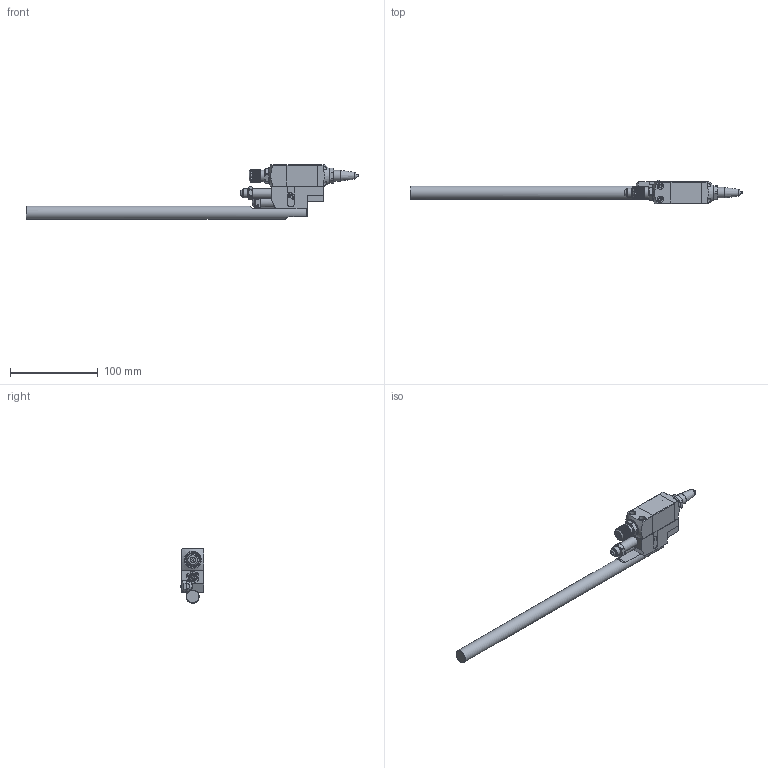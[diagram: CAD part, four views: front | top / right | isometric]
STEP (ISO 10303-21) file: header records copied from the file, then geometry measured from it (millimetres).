
FILE_DESCRIPTION (( 'STEP AP214' ), '1' );
FILE_NAME ('00-????.STEP', '2025-11-22T03:21:05', ( '' ), ( '' ), 'SwSTEP 2.0', 'SolidWorks 2024', '' );
FILE_SCHEMA (( 'AUTOMOTIVE_DESIGN' ));
Length unit declared in the file: millimetre
Products named in the file (28): 254-接线盒上盖_默认; 装配体1^00-喷枪总装_默认; 00-喷枪总装; 216-针杆_默认; 220-喷嘴_默认; 247-瑞德logo_默认; 222-注胶座_默认; 252-线圈底盖_默认; 9x2O型圈_默认; 202-调节杆套_默认; 203-调节杆_默认; 04-线圈组_默认; 201-调节帽_默认; 215-陶瓷球2.5mm_默认; 207-喷枪下座_默认; 208-线圈铜壳_默认; 250-接线盒小电路板_默认; 225-挡纸条压块_默认; 05-接线盒组_默认; 206-喷枪上座_默认; 02调节螺杆组_默认; 205-1.5x10插销_默认; 209-线圈内圆铁壳_默认; 221-注胶接头-M10x1_默认; 零件2^05-接线盒组_默认; 229-枪杆_默认; 255接线盒下盖_默认; 217-顶针座_默认
Assembly tree (27 placements, depth 3):
  00-喷枪总装
    装配体1^00-喷枪总装_默认
      216-针杆_默认
      215-陶瓷球2.5mm_默认
      217-顶针座_默认
    207-喷枪下座_默认
    206-喷枪上座_默认
    222-注胶座_默认
    247-瑞德logo_默认
    225-挡纸条压块_默认
    229-枪杆_默认
    221-注胶接头-M10x1_默认
    02调节螺杆组_默认
      201-调节帽_默认
      205-1.5x10插销_默认
      203-调节杆_默认
      202-调节杆套_默认
      9x2O型圈_默认
    04-线圈组_默认
      208-线圈铜壳_默认
      209-线圈内圆铁壳_默认
      252-线圈底盖_默认
    05-接线盒组_默认
      255接线盒下盖_默认
      250-接线盒小电路板_默认
      254-接线盒上盖_默认
      零件2^05-接线盒组_默认
    220-喷嘴_默认
Bounding box: 377.8 x 26.69 x 62 mm (x, y, z)
Volume: 118567.5 mm3; surface area: 69756.1 mm2
Topology: 23 solids, 23 shells, 954 faces, 2531 edges, 1664 vertices
Faces by surface type: plane 524, cylinder 309, cone 81, bspline 25, torus 11, sphere 4
Full cylindrical faces by diameter (mm): 0.45 x1, 1.2 x2, 1.5 x1, 1.7 x1, 1.8 x11, 2 x10, 2.1 x4, 2.45 x1, 2.5 x9, 2.6 x1, 3 x11, 3.05 x1, 3.2 x1, 3.3 x12, 3.4 x4, 3.5 x2, 4 x1, 4.2 x2, 4.5 x2, 5 x5, 5.3 x1, 5.5 x4, 6 x6, 6.5 x1, 6.8 x2, 7.2 x2, 7.5 x2, 7.9 x1, 8 x1, 8.2 x2
Entity records: 32376 total; most frequent: CARTESIAN_POINT 8836, ORIENTED_EDGE 4444, DIRECTION 4434, EDGE_CURVE 2222, AXIS2_PLACEMENT_3D 1641, VERTEX_POINT 1579, EDGE_LOOP 1343, VECTOR 1152
